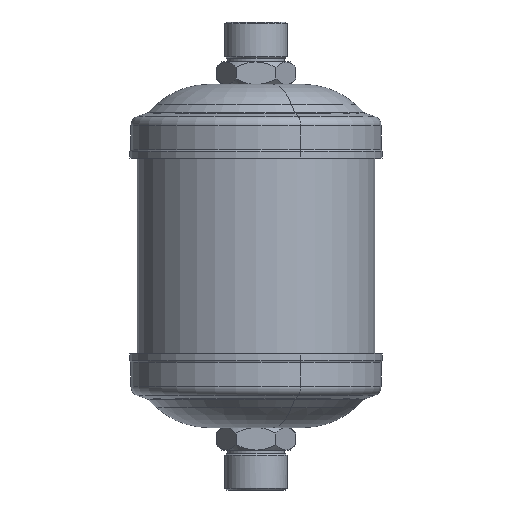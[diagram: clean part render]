
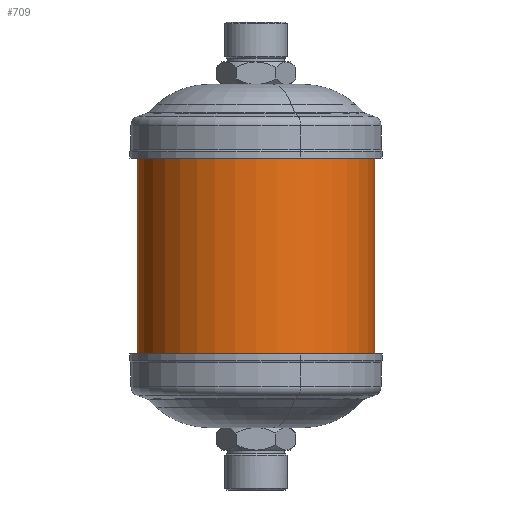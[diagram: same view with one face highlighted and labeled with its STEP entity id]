
A CAD part, front view. The second image highlights one B-rep face of the part: STEP entity #709.
In plain terms, the highlighted cylindrical face has radius 38.1 mm (diameter 76.2 mm), a partial arc.
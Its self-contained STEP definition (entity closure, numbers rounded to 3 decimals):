
#30 = CARTESIAN_POINT ( 'NONE',  ( 38.1, 0., -31.4 ) ) ;
#237 = DIRECTION ( 'NONE',  ( 1., 0., 0. ) ) ;
#351 = DIRECTION ( 'NONE',  ( 0., 0., -1. ) ) ;
#570 = FACE_OUTER_BOUND ( 'NONE', #3153, .T. ) ;
#668 = CYLINDRICAL_SURFACE ( 'NONE', #4476, 38.1 ) ;
#671 = DIRECTION ( 'NONE',  ( 0., 0., -1. ) ) ;
#709 = ADVANCED_FACE ( 'NONE', ( #570 ), #668, .T. ) ;
#988 = DIRECTION ( 'NONE',  ( 0., 0., -1. ) ) ;
#1034 = LINE ( 'NONE', #1935, #3656 ) ;
#1188 = ORIENTED_EDGE ( 'NONE', *, *, #4598, .F. ) ;
#1257 = DIRECTION ( 'NONE',  ( -1., 0., 0. ) ) ;
#1499 = EDGE_CURVE ( 'NONE', #2149, #3637, #2916, .T. ) ;
#1774 = CIRCLE ( 'NONE', #2358, 38.1 ) ;
#1882 = DIRECTION ( 'NONE',  ( -1., 0., 0. ) ) ;
#1908 = CARTESIAN_POINT ( 'NONE',  ( 0., 0., 42. ) ) ;
#1925 = CIRCLE ( 'NONE', #4066, 38.1 ) ;
#1935 = CARTESIAN_POINT ( 'NONE',  ( -38.1, 0., 42. ) ) ;
#2149 = VERTEX_POINT ( 'NONE', #4646 ) ;
#2358 = AXIS2_PLACEMENT_3D ( 'NONE', #2762, #5181, #237 ) ;
#2762 = CARTESIAN_POINT ( 'NONE',  ( 0., 0., 31.4 ) ) ;
#2916 = LINE ( 'NONE', #4665, #3872 ) ;
#2926 = ORIENTED_EDGE ( 'NONE', *, *, #5019, .F. ) ;
#2931 = ORIENTED_EDGE ( 'NONE', *, *, #1499, .F. ) ;
#3153 = EDGE_LOOP ( 'NONE', ( #2931, #2926, #4940, #1188 ) ) ;
#3274 = VERTEX_POINT ( 'NONE', #3470 ) ;
#3470 = CARTESIAN_POINT ( 'NONE',  ( -38.1, 0., 31.4 ) ) ;
#3549 = DIRECTION ( 'NONE',  ( 0., 0., -1. ) ) ;
#3637 = VERTEX_POINT ( 'NONE', #30 ) ;
#3656 = VECTOR ( 'NONE', #671, 1000. ) ;
#3872 = VECTOR ( 'NONE', #988, 1000. ) ;
#4066 = AXIS2_PLACEMENT_3D ( 'NONE', #4530, #351, #1257 ) ;
#4159 = VERTEX_POINT ( 'NONE', #4962 ) ;
#4476 = AXIS2_PLACEMENT_3D ( 'NONE', #1908, #3549, #1882 ) ;
#4530 = CARTESIAN_POINT ( 'NONE',  ( 0., 0., -31.4 ) ) ;
#4598 = EDGE_CURVE ( 'NONE', #3637, #4159, #1925, .T. ) ;
#4646 = CARTESIAN_POINT ( 'NONE',  ( 38.1, 0., 31.4 ) ) ;
#4665 = CARTESIAN_POINT ( 'NONE',  ( 38.1, 0., 42. ) ) ;
#4940 = ORIENTED_EDGE ( 'NONE', *, *, #5048, .T. ) ;
#4962 = CARTESIAN_POINT ( 'NONE',  ( -38.1, 0., -31.4 ) ) ;
#5019 = EDGE_CURVE ( 'NONE', #3274, #2149, #1774, .T. ) ;
#5048 = EDGE_CURVE ( 'NONE', #3274, #4159, #1034, .T. ) ;
#5181 = DIRECTION ( 'NONE',  ( 0., 0., 1. ) ) ;
